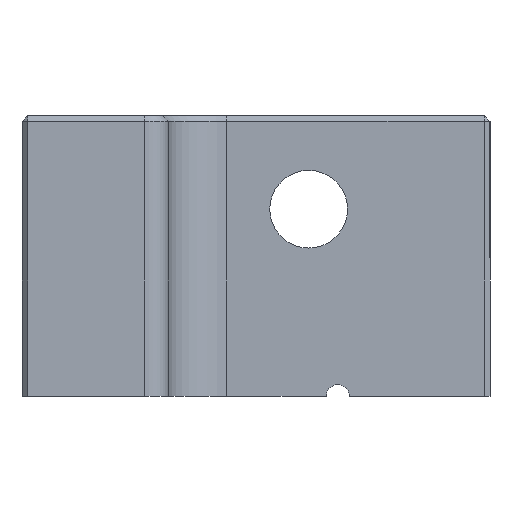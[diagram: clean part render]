
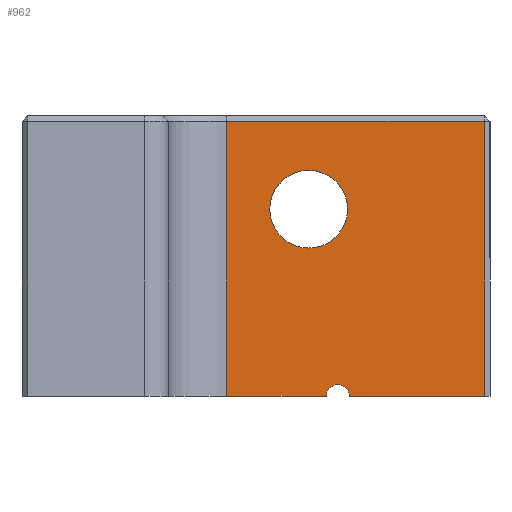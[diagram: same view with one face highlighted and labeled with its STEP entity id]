
A CAD part, left-side view. The second image highlights one B-rep face of the part: STEP entity #962.
In plain terms, the highlighted planar face has unit normal (-1, 0, 0).
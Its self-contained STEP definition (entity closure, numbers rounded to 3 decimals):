
#28 = VECTOR ( 'NONE', #1021, 1000. ) ;
#38 = EDGE_LOOP ( 'NONE', ( #421, #509, #140, #978, #440, #1312 ) ) ;
#40 = EDGE_CURVE ( 'NONE', #558, #1256, #861, .T. ) ;
#60 = EDGE_LOOP ( 'NONE', ( #1194, #88 ) ) ;
#88 = ORIENTED_EDGE ( 'NONE', *, *, #1155, .T. ) ;
#100 = DIRECTION ( 'NONE',  ( 0., -1., 0. ) ) ;
#117 = CARTESIAN_POINT ( 'NONE',  ( -22.5, -27., 23.5 ) ) ;
#125 = CARTESIAN_POINT ( 'NONE',  ( -22.5, -15.324, 16. ) ) ;
#140 = ORIENTED_EDGE ( 'NONE', *, *, #40, .T. ) ;
#145 = CARTESIAN_POINT ( 'NONE',  ( -22.5, -13.5, 0. ) ) ;
#164 = CIRCLE ( 'NONE', #288, 3.324 ) ;
#173 = VERTEX_POINT ( 'NONE', #442 ) ;
#288 = AXIS2_PLACEMENT_3D ( 'NONE', #1616, #362, #727 ) ;
#300 = AXIS2_PLACEMENT_3D ( 'NONE', #1408, #781, #902 ) ;
#338 = EDGE_CURVE ( 'NONE', #466, #980, #164, .T. ) ;
#362 = DIRECTION ( 'NONE',  ( 1., 0., 0. ) ) ;
#412 = VERTEX_POINT ( 'NONE', #117 ) ;
#417 = DIRECTION ( 'NONE',  ( 0., 0., 1. ) ) ;
#421 = ORIENTED_EDGE ( 'NONE', *, *, #1206, .T. ) ;
#440 = ORIENTED_EDGE ( 'NONE', *, *, #661, .T. ) ;
#442 = CARTESIAN_POINT ( 'NONE',  ( -22.5, -27., 0. ) ) ;
#466 = VERTEX_POINT ( 'NONE', #125 ) ;
#490 = LINE ( 'NONE', #1529, #812 ) ;
#509 = ORIENTED_EDGE ( 'NONE', *, *, #670, .T. ) ;
#514 = VECTOR ( 'NONE', #657, 1000. ) ;
#558 = VERTEX_POINT ( 'NONE', #145 ) ;
#589 = VERTEX_POINT ( 'NONE', #782 ) ;
#620 = CIRCLE ( 'NONE', #300, 3.324 ) ;
#637 = CARTESIAN_POINT ( 'NONE',  ( -22.5, -5., 0. ) ) ;
#657 = DIRECTION ( 'NONE',  ( 0., -1., 0. ) ) ;
#658 = DIRECTION ( 'NONE',  ( 0., -1., 0. ) ) ;
#661 = EDGE_CURVE ( 'NONE', #173, #412, #976, .T. ) ;
#670 = EDGE_CURVE ( 'NONE', #589, #558, #860, .T. ) ;
#680 = CARTESIAN_POINT ( 'NONE',  ( -22.5, -15.5, 0. ) ) ;
#708 = FACE_BOUND ( 'NONE', #60, .T. ) ;
#719 = DIRECTION ( 'NONE',  ( -1., 0., 0. ) ) ;
#727 = DIRECTION ( 'NONE',  ( 0., -1., 0. ) ) ;
#779 = CARTESIAN_POINT ( 'NONE',  ( -22.5, 3.125, 23.5 ) ) ;
#781 = DIRECTION ( 'NONE',  ( 1., 0., 0. ) ) ;
#782 = CARTESIAN_POINT ( 'NONE',  ( -22.5, -5., 0. ) ) ;
#788 = CARTESIAN_POINT ( 'NONE',  ( -22.5, -14.5, 0. ) ) ;
#812 = VECTOR ( 'NONE', #1399, 1000. ) ;
#823 = VERTEX_POINT ( 'NONE', #1317 ) ;
#853 = AXIS2_PLACEMENT_3D ( 'NONE', #1473, #719, #100 ) ;
#855 = VECTOR ( 'NONE', #658, 1000. ) ;
#860 = LINE ( 'NONE', #1300, #514 ) ;
#861 = CIRCLE ( 'NONE', #1575, 1. ) ;
#878 = FACE_OUTER_BOUND ( 'NONE', #38, .T. ) ;
#898 = VECTOR ( 'NONE', #417, 1000. ) ;
#902 = DIRECTION ( 'NONE',  ( 0., -1., 0. ) ) ;
#962 = ADVANCED_FACE ( 'NONE', ( #708, #878 ), #1229, .T. ) ;
#976 = LINE ( 'NONE', #1436, #898 ) ;
#978 = ORIENTED_EDGE ( 'NONE', *, *, #1571, .T. ) ;
#980 = VERTEX_POINT ( 'NONE', #1628 ) ;
#988 = LINE ( 'NONE', #779, #855 ) ;
#1021 = DIRECTION ( 'NONE',  ( 0., 0., -1. ) ) ;
#1155 = EDGE_CURVE ( 'NONE', #980, #466, #620, .T. ) ;
#1194 = ORIENTED_EDGE ( 'NONE', *, *, #338, .T. ) ;
#1206 = EDGE_CURVE ( 'NONE', #823, #589, #1403, .T. ) ;
#1229 = PLANE ( 'NONE',  #853 ) ;
#1256 = VERTEX_POINT ( 'NONE', #680 ) ;
#1300 = CARTESIAN_POINT ( 'NONE',  ( -22.5, 0., 0. ) ) ;
#1312 = ORIENTED_EDGE ( 'NONE', *, *, #1602, .F. ) ;
#1317 = CARTESIAN_POINT ( 'NONE',  ( -22.5, -5., 23.5 ) ) ;
#1399 = DIRECTION ( 'NONE',  ( 0., -1., 0. ) ) ;
#1403 = LINE ( 'NONE', #637, #28 ) ;
#1408 = CARTESIAN_POINT ( 'NONE',  ( -22.5, -12., 16. ) ) ;
#1421 = DIRECTION ( 'NONE',  ( 1., 0., 0. ) ) ;
#1436 = CARTESIAN_POINT ( 'NONE',  ( -22.5, -27., 0. ) ) ;
#1473 = CARTESIAN_POINT ( 'NONE',  ( -22.5, 0., 0. ) ) ;
#1529 = CARTESIAN_POINT ( 'NONE',  ( -22.5, 0., 0. ) ) ;
#1562 = DIRECTION ( 'NONE',  ( 0., 1., 0. ) ) ;
#1571 = EDGE_CURVE ( 'NONE', #1256, #173, #490, .T. ) ;
#1575 = AXIS2_PLACEMENT_3D ( 'NONE', #788, #1421, #1562 ) ;
#1602 = EDGE_CURVE ( 'NONE', #823, #412, #988, .T. ) ;
#1616 = CARTESIAN_POINT ( 'NONE',  ( -22.5, -12., 16. ) ) ;
#1628 = CARTESIAN_POINT ( 'NONE',  ( -22.5, -8.677, 16. ) ) ;
